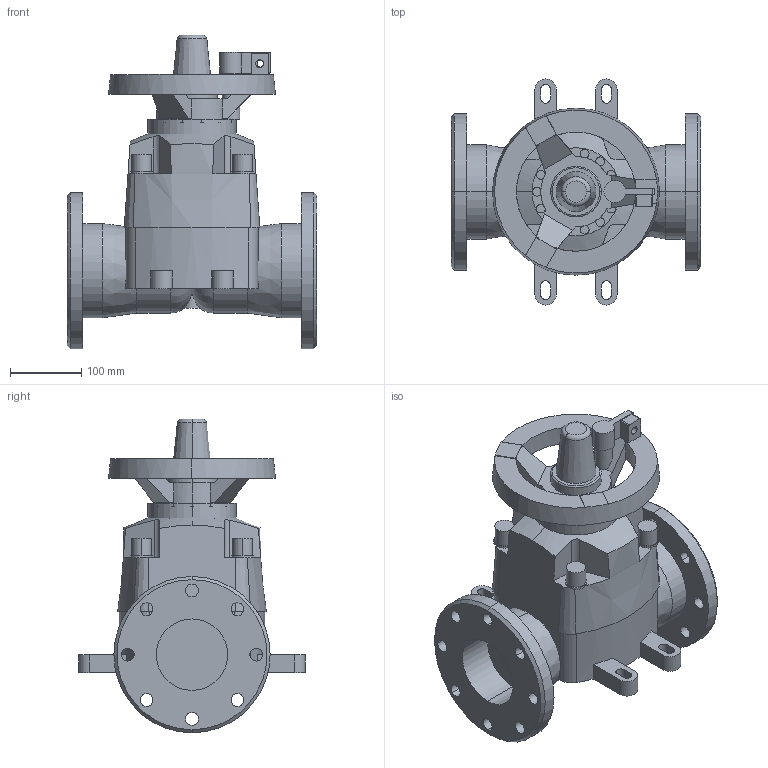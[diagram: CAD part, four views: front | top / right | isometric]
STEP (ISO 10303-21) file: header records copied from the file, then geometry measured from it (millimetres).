
FILE_DESCRIPTION(('STEP AP214'),'1');
FILE_NAME('cctmp_B0B027C1-AFD8-4500-8209-E260C222972C_2018_11_21_10_10_42_337..stp','2018-11-21T09:10:42',('Praher Valves GmbH'),('CADClick - www.CADClick.com'),'Spatial InterOp 3D',' ','unknown authorization');
FILE_SCHEMA(('AUTOMOTIVE_DESIGN'));
Length unit declared in the file: millimetre
Products named in the file (1): 120912
Bounding box: 350 x 317 x 439.5 mm (x, y, z)
Volume: 11059940.8 mm3; surface area: 619410.9 mm2
Topology: 1 solids, 2 shells, 329 faces, 895 edges, 576 vertices
Faces by surface type: plane 151, cylinder 150, cone 20, torus 8
Entity records: 14023 total; most frequent: CARTESIAN_POINT 2695, DIRECTION 1947, ORIENTED_EDGE 1790, EDGE_CURVE 895, AXIS2_PLACEMENT_3D 782, VERTEX_POINT 576, CIRCLE 434, EDGE_LOOP 385
